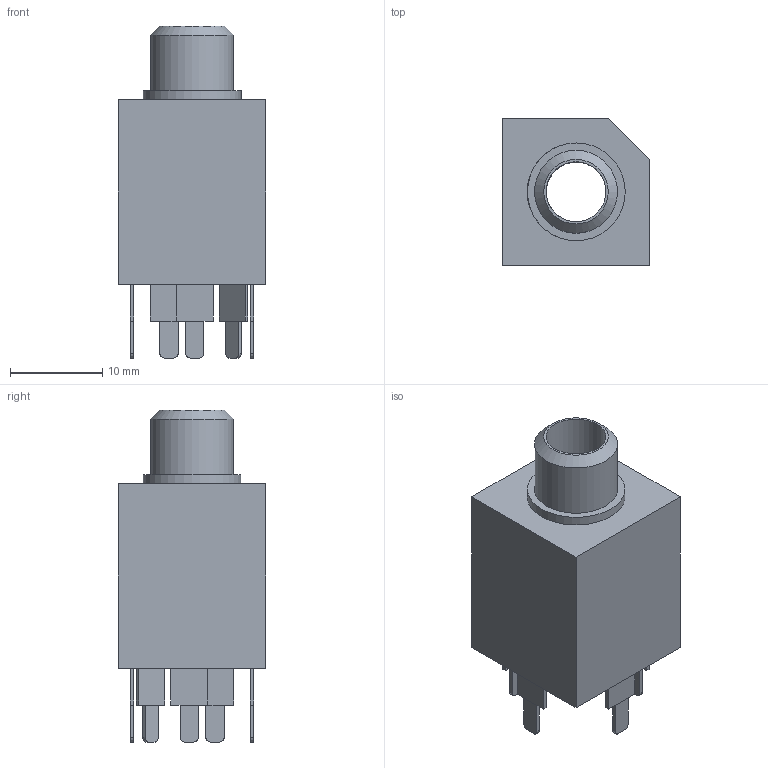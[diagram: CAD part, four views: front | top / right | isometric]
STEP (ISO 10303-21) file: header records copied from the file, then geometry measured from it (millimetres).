
FILE_DESCRIPTION(('FreeCAD Model'),'2;1');
FILE_NAME('Open CASCADE Shape Model','2025-03-02T16:10:26',(''),(''), 'Open CASCADE STEP processor 7.8','FreeCAD','Unknown');
FILE_SCHEMA(('AUTOMOTIVE_DESIGN { 1 0 10303 214 1 1 1 1 }'));
Length unit declared in the file: millimetre
Products named in the file (4): __35_mm_jack_socket1; Pin; Shaft; Body
Assembly tree (7 placements, depth 2):
  __35_mm_jack_socket1
    Pin  x5
    Shaft
    Body
Bounding box: 16 x 16 x 36 mm (x, y, z)
Volume: 4556.6 mm3; surface area: 4056.3 mm2
Topology: 7 solids, 7 shells, 88 faces, 196 edges, 123 vertices
Faces by surface type: plane 72, cylinder 15, cone 1
Full cylindrical faces by diameter (mm): 6.5 x2, 9 x1, 10.6 x2
Entity records: 988 total; most frequent: DIRECTION 167, CARTESIAN_POINT 151, ORIENTED_EDGE 136, EDGE_CURVE 68, AXIS2_PLACEMENT_3D 59, LINE 49, VECTOR 49, VERTEX_POINT 43
